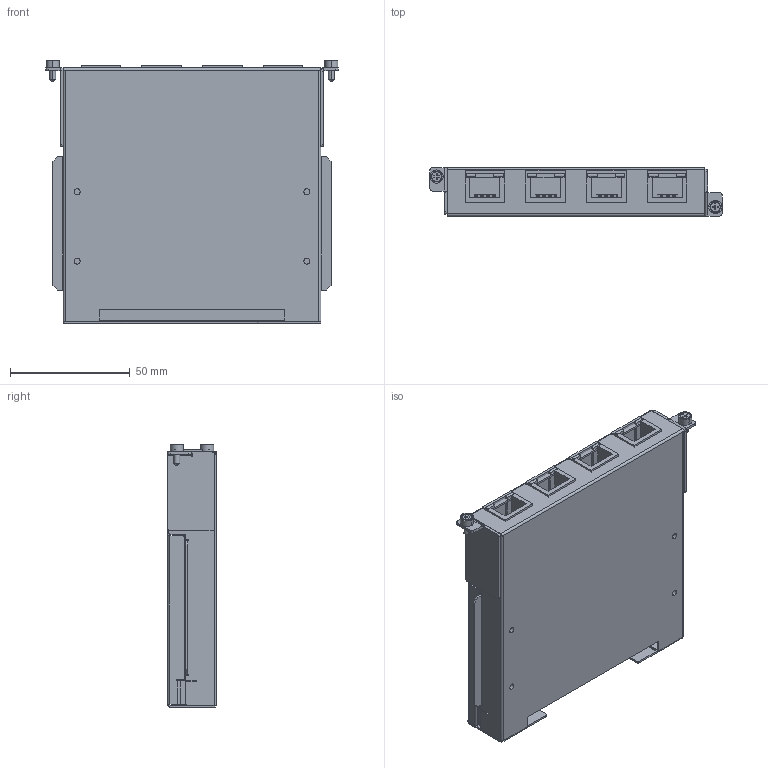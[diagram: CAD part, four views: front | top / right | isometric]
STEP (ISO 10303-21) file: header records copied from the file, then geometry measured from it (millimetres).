
FILE_DESCRIPTION((''),'2;1');
FILE_NAME('05U-4FE0001_ASM_1_ASM_1_ASM','2023-11-07T16:08:17',('wangzixiong'),(''),'CREO PARAMETRIC BY PTC INC, 2021023','CREO PARAMETRIC BY PTC INC, 2021023','');
FILE_SCHEMA(('AUTOMOTIVE_DESIGN { 1 0 10303 214 1 1 1 1 }'));
Length unit declared in the file: millimetre
Products named in the file (13): 05URJ450002_1_1; 05URJ450003_1_1; 05URJ450004_1_1; 05URJ4500_ASM_1_ASM_1_ASM; 05U0001_1_1; 05U-4FE00_1_1; 0005_1_1; 0006_1_1; 00_2_1; M2-500_2_1; M2-5000_ASM_2_ASM_1_ASM; 00_ASM_1_ASM_1_ASM; 05U-4FE0001_ASM_1_ASM_1_ASM
Assembly tree (17 placements, depth 4):
  05U-4FE0001_ASM_1_ASM_1_ASM
    05URJ4500_ASM_1_ASM_1_ASM  x4
      05URJ450002_1_1
      05URJ450003_1_1
      05URJ450004_1_1
    05U0001_1_1
    05U-4FE00_1_1
    00_ASM_1_ASM_1_ASM  x2
      0005_1_1
      0006_1_1
      M2-5000_ASM_2_ASM_1_ASM
        00_2_1
        M2-500_2_1
Bounding box: 122 x 20.25 x 109.6 mm (x, y, z)
Volume: 34388.2 mm3; surface area: 73078.6 mm2
Topology: 24 solids, 24 shells, 1150 faces, 3056 edges, 1996 vertices
Faces by surface type: plane 886, cylinder 236, cone 28
Entity records: 19641 total; most frequent: CARTESIAN_POINT 3301, DIRECTION 3231, ORIENTED_EDGE 3178, EDGE_CURVE 1589, VECTOR 1227, LINE 1227, VERTEX_POINT 1025, AXIS2_PLACEMENT_3D 1002
